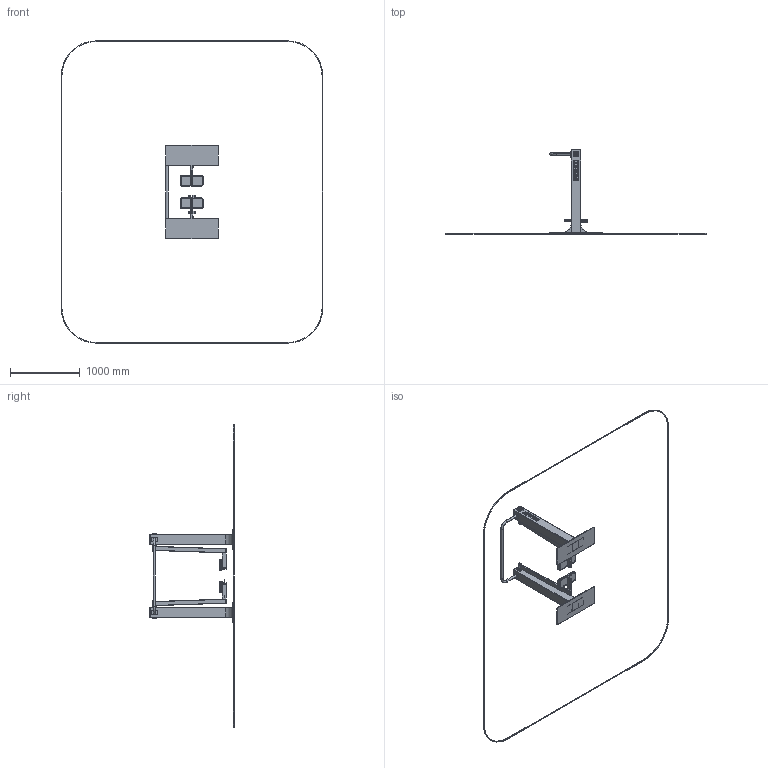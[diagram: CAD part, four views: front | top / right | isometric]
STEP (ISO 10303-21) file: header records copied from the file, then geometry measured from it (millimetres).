
FILE_DESCRIPTION(('STEP AP214'), '1');
FILE_NAME('ﾓﾒ-06ﾍ (2020)', '', ('UNSPECIFIED'), ('UNSPECIFIED'), 'C3D Converter', 'C3D Toolkit', '');
FILE_SCHEMA(('AUTOMOTIVE_DESIGN { 1 0 10303 214 3 1 1}'));
Length unit declared in the file: millimetre
Products named in the file (63): УТ-18Н.1.14.01.00.00 (2020); УТ-06Н-01.01.00; УТ-06Н-01.01.01 (2020); УТ-19Н опора (2020); УТ-08.1.14.00.01.02 (2020); УТ-02.1.14.01.00.00 (2020); УТ-02.1.14.01.01.00; УТ-26.1.14.01.01.04; УТ-26.1.14.01.01.03; УТ-07.01.01.02; УТ-10.1Н.00.01.02; УТ-06Н-.00.02.00; УТ-06Н-00.02.01; УТ-18Н.1.14.05.01.04-01; УТ-18Н.1.14.01.00.00 (2020)-01; УТ-06Н-01.01.01 (2020)-01; УТ-19Н опора (2020)-01; УТ-08.1.14.00.01.02 (2020)-01; УТ-02.1.14.01.00.00 (2020)-01; УТ-26.1.14.01.01.04-01; УТ-26.1.14.01.01.03-01; УТ-07.1.14.01.01.03; -01; ФК-03.03; УТН-03Г.00.00.01
Assembly tree (94 placements, depth 5):
  (unnamed)
    УТ-18Н.1.14.01.00.00 (2020)
      УТ-06Н-01.01.00
        УТ-06Н-01.01.01 (2020)
        УТ-19Н опора (2020)
        (unnamed)  x4
        (unnamed)  x2
        УТ-08.1.14.00.01.02 (2020)
      УТ-02.1.14.01.00.00 (2020)
        УТ-02.1.14.01.01.00
          УТ-26.1.14.01.01.04
          УТ-26.1.14.01.01.03
          УТ-07.01.01.02
          (unnamed)
        (unnamed)  x2
        (unnamed)
      (unnamed)
        (unnamed)
          УТ-10.1Н.00.01.02
          (unnamed)
      (unnamed)
      (unnamed)
        (unnamed)
          УТ-10.1Н.00.01.02
          (unnamed)
      (unnamed)
    УТ-06Н-.00.02.00
      УТ-06Н-00.02.01
      УТ-18Н.1.14.05.01.04-01  x2
    УТ-18Н.1.14.01.00.00 (2020)-01
      УТ-06Н-01.01.00
        УТ-06Н-01.01.01 (2020)-01
        УТ-19Н опора (2020)-01
        (unnamed)  x4
        (unnamed)  x2
        УТ-08.1.14.00.01.02 (2020)-01
      УТ-02.1.14.01.00.00 (2020)-01
        УТ-02.1.14.01.01.00
          УТ-26.1.14.01.01.04-01
          УТ-26.1.14.01.01.03-01
          УТ-07.1.14.01.01.03  x4
          УТ-07.01.01.02
          УТ-07.01.01.02
          (unnamed)
        -01  x2
        -01  x2
      (unnamed)
        (unnamed)
          УТ-10.1Н.00.01.02
          (unnamed)
      (unnamed)
      (unnamed)
        (unnamed)
          УТ-10.1Н.00.01.02
          (unnamed)
      (unnamed)
    (unnamed)  x2
      (unnamed)
        ФК-03.03  x6
        (unnamed)  x2
Bounding box: 3760 x 1210 x 4347 mm (x, y, z)
Volume: 15686939 mm3; surface area: 6559449.3 mm2
Topology: 55 solids, 55 shells, 1182 faces, 2855 edges, 1810 vertices
Faces by surface type: plane 552, cylinder 456, torus 82, cone 74, bspline 18
Full cylindrical faces by diameter (mm): 6.5 x4, 8.376 x2, 11 x2, 28.4 x3, 30 x4, 33 x2, 34 x3, 35 x2, 36 x2, 37 x8, 40 x2, 48 x4, 55 x4, 58 x4, 64 x4
Entity records: 41214 total; most frequent: CARTESIAN_POINT 8762, DIRECTION 4767, ORIENTED_EDGE 4182, EDGE_CURVE 2091, AXIS2_PLACEMENT_3D 1803, VERTEX_POINT 1416, LINE 1161, VECTOR 1161
